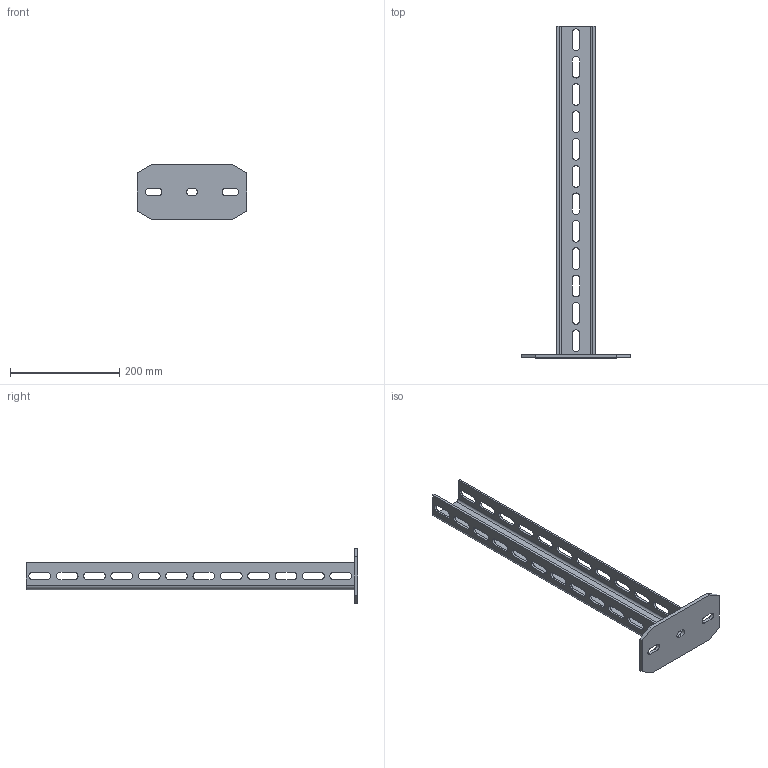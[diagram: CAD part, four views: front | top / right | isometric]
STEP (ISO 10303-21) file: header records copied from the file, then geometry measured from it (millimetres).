
FILE_DESCRIPTION((''),'2;1');
FILE_NAME('6339093','2012-07-23T',('AndreasKeweloh'),(''),'PRO/ENGINEER BY PARAMETRIC TECHNOLOGY CORPORATION, 2012130','PRO/ENGINEER BY PARAMETRIC TECHNOLOGY CORPORATION, 2012130','');
FILE_SCHEMA(('CONFIG_CONTROL_DESIGN'));
Length unit declared in the file: millimetre
Products named in the file (1): 6339093
Bounding box: 200 x 606.5 x 100 mm (x, y, z)
Volume: 420736.8 mm3; surface area: 211072 mm2
Topology: 1 solids, 1 shells, 179 faces, 528 edges, 352 vertices
Faces by surface type: plane 97, cylinder 82
Entity records: 6200 total; most frequent: CARTESIAN_POINT 1059, ORIENTED_EDGE 1056, DIRECTION 1050, EDGE_CURVE 528, VECTOR 364, LINE 364, VERTEX_POINT 352, AXIS2_PLACEMENT_3D 343
